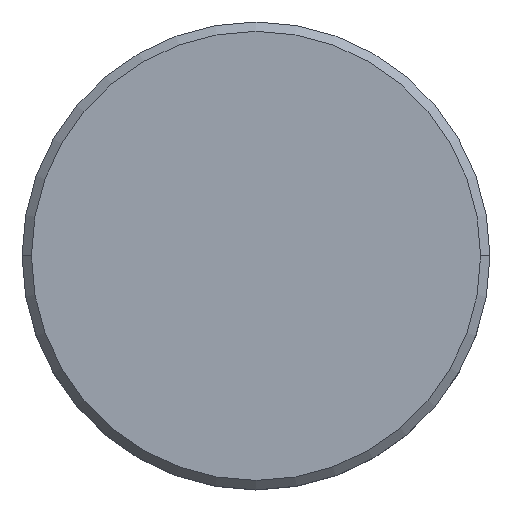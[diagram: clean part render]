
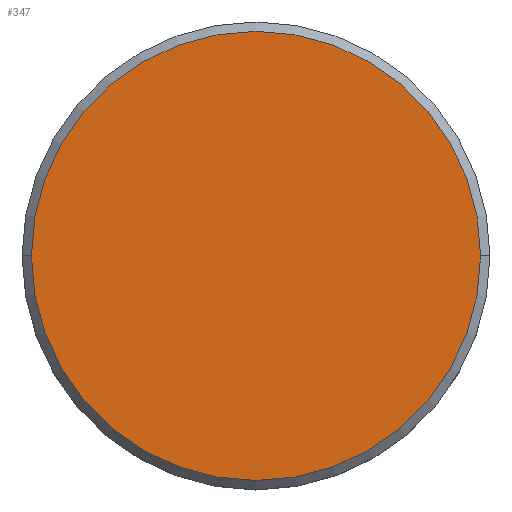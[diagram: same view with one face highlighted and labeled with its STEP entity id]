
A CAD part, top view. The second image highlights one B-rep face of the part: STEP entity #347.
In plain terms, the highlighted planar face has unit normal (0, 0, 1).
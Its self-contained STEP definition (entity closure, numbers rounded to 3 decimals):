
#16 = EDGE_CURVE ( 'NONE', #921, #606, #657, .T. ) ;
#31 = CARTESIAN_POINT ( 'NONE',  ( 0., 0., 0. ) ) ;
#173 = EDGE_LOOP ( 'NONE', ( #748, #727 ) ) ;
#178 = CIRCLE ( 'NONE', #260, 12. ) ;
#186 = CARTESIAN_POINT ( 'NONE',  ( -12., 0., 0. ) ) ;
#260 = AXIS2_PLACEMENT_3D ( 'NONE', #686, #870, #767 ) ;
#347 = ADVANCED_FACE ( 'NONE', ( #473 ), #496, .T. ) ;
#348 = CARTESIAN_POINT ( 'NONE',  ( 0., 0., 0. ) ) ;
#473 = FACE_OUTER_BOUND ( 'NONE', #173, .T. ) ;
#496 = PLANE ( 'NONE',  #1134 ) ;
#527 = CARTESIAN_POINT ( 'NONE',  ( 12., 0., 0. ) ) ;
#606 = VERTEX_POINT ( 'NONE', #186 ) ;
#654 = DIRECTION ( 'NONE',  ( 1., 0., 0. ) ) ;
#657 = CIRCLE ( 'NONE', #1112, 12. ) ;
#686 = CARTESIAN_POINT ( 'NONE',  ( 0., 0., 0. ) ) ;
#727 = ORIENTED_EDGE ( 'NONE', *, *, #16, .T. ) ;
#748 = ORIENTED_EDGE ( 'NONE', *, *, #783, .T. ) ;
#767 = DIRECTION ( 'NONE',  ( 1., 0., 0. ) ) ;
#783 = EDGE_CURVE ( 'NONE', #606, #921, #178, .T. ) ;
#863 = DIRECTION ( 'NONE',  ( 0., 0., 1. ) ) ;
#870 = DIRECTION ( 'NONE',  ( 0., 0., 1. ) ) ;
#921 = VERTEX_POINT ( 'NONE', #527 ) ;
#974 = DIRECTION ( 'NONE',  ( 0., 0., 1. ) ) ;
#1068 = DIRECTION ( 'NONE',  ( 1., 0., 0. ) ) ;
#1112 = AXIS2_PLACEMENT_3D ( 'NONE', #348, #974, #1068 ) ;
#1134 = AXIS2_PLACEMENT_3D ( 'NONE', #31, #863, #654 ) ;
